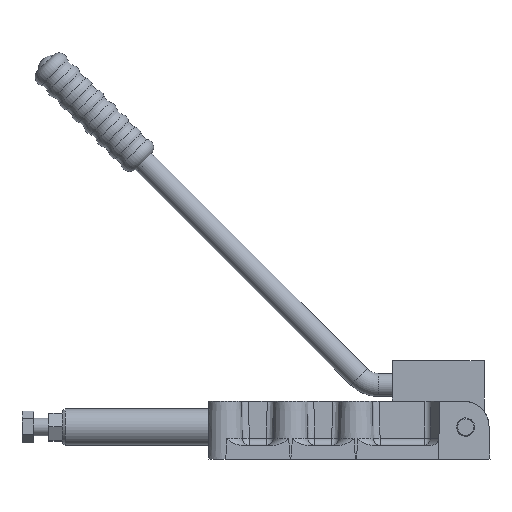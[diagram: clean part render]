
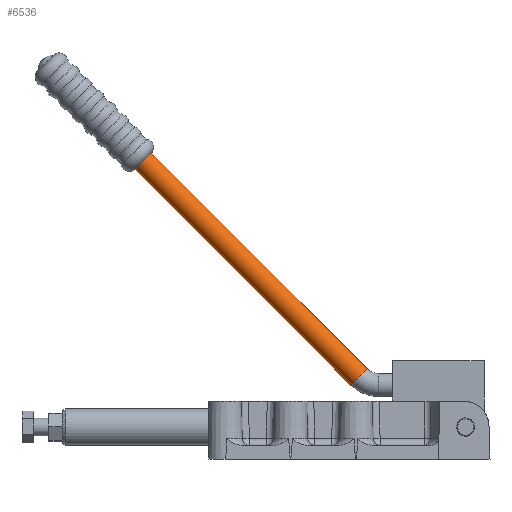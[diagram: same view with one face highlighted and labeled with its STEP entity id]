
A CAD part, front view. The second image highlights one B-rep face of the part: STEP entity #6536.
In plain terms, the highlighted cylindrical face has radius 7.938 mm (diameter 15.875 mm), a full revolution.
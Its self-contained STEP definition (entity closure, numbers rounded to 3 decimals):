
#1242=CIRCLE('',#7390,7.938);
#1243=CIRCLE('',#7392,7.938);
#1783=VERTEX_POINT('',#11832);
#1784=VERTEX_POINT('',#11835);
#2634=EDGE_CURVE('',#1783,#1783,#1242,.T.);
#2635=EDGE_CURVE('',#1784,#1784,#1243,.T.);
#3966=ORIENTED_EDGE('',*,*,#2634,.T.);
#3967=ORIENTED_EDGE('',*,*,#2635,.F.);
#5214=EDGE_LOOP('',(#3966));
#5215=EDGE_LOOP('',(#3967));
#5943=FACE_BOUND('',#5214,.T.);
#5944=FACE_BOUND('',#5215,.T.);
#6536=ADVANCED_FACE('',(#5943,#5944),#6831,.T.);
#6831=CYLINDRICAL_SURFACE('',#7391,7.938);
#7390=AXIS2_PLACEMENT_3D('',#11831,#15960,#15961);
#7391=AXIS2_PLACEMENT_3D('',#11833,#15962,#15963);
#7392=AXIS2_PLACEMENT_3D('',#11834,#15964,#15965);
#11831=CARTESIAN_POINT('',(705.756,269.201,36.8));
#11832=CARTESIAN_POINT('',(705.756,261.264,36.8));
#11833=CARTESIAN_POINT('',(490.23,269.201,252.327));
#11834=CARTESIAN_POINT('',(490.23,269.201,252.327));
#11835=CARTESIAN_POINT('',(490.23,261.264,252.327));
#15960=DIRECTION('',(-0.707,0.,0.707));
#15961=DIRECTION('',(0.,-7.938,0.));
#15962=DIRECTION('',(0.707,0.,-0.707));
#15963=DIRECTION('',(0.,-7.938,0.));
#15964=DIRECTION('',(-0.707,0.,0.707));
#15965=DIRECTION('',(0.,-7.938,0.));
